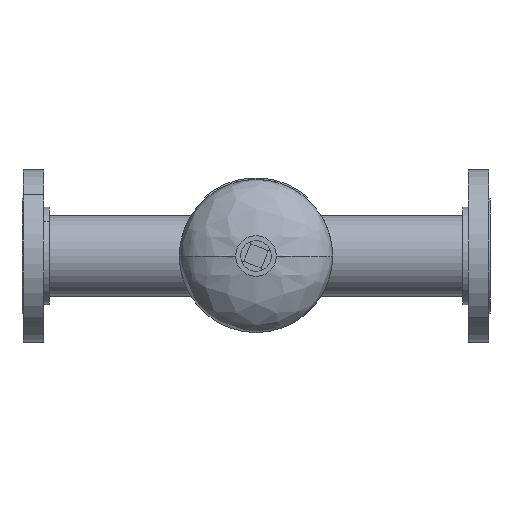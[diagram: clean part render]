
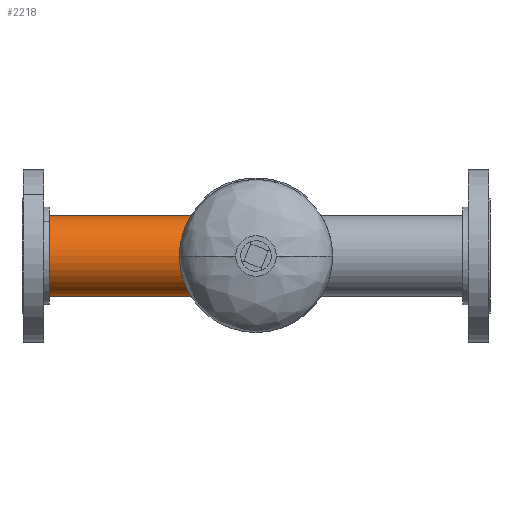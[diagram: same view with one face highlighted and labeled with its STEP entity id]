
A CAD part, front view. The second image highlights one B-rep face of the part: STEP entity #2218.
In plain terms, the highlighted cylindrical face has radius 44.45 mm (diameter 88.9 mm), a partial arc.
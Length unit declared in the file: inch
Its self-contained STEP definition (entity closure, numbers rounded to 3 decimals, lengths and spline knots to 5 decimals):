
#22 = ORIENTED_EDGE ( 'NONE', *, *, #3111, .F. ) ;
#70 = DIRECTION ( 'NONE',  ( 0., 0., -1. ) ) ;
#338 = LINE ( 'NONE', #6068, #5471 ) ;
#444 = DIRECTION ( 'NONE',  ( 0., 0., 1. ) ) ;
#597 = CIRCLE ( 'NONE', #3675, 1.75 ) ;
#612 = FACE_OUTER_BOUND ( 'NONE', #5361, .T. ) ;
#848 = VERTEX_POINT ( 'NONE', #4358 ) ;
#1220 = CARTESIAN_POINT ( 'NONE',  ( 0., 0., 0. ) ) ;
#1245 = CARTESIAN_POINT ( 'NONE',  ( 0., 0., -1.75 ) ) ;
#1447 = DIRECTION ( 'NONE',  ( 0., -1., 0. ) ) ;
#1583 = CARTESIAN_POINT ( 'NONE',  ( 0., 7.5, -1.75 ) ) ;
#1695 = AXIS2_PLACEMENT_3D ( 'NONE', #1220, #3999, #5841 ) ;
#1952 = EDGE_CURVE ( 'NONE', #3608, #5415, #597, .T. ) ;
#2101 = ORIENTED_EDGE ( 'NONE', *, *, #2438, .T. ) ;
#2218 = ADVANCED_FACE ( 'NONE', ( #612 ), #3440, .T. ) ;
#2421 = ORIENTED_EDGE ( 'NONE', *, *, #1952, .F. ) ;
#2438 = EDGE_CURVE ( 'NONE', #5748, #848, #5467, .T. ) ;
#2748 = EDGE_CURVE ( 'NONE', #3608, #5748, #5498, .T. ) ;
#2933 = CARTESIAN_POINT ( 'NONE',  ( 0., 7.5, 0. ) ) ;
#3074 = ORIENTED_EDGE ( 'NONE', *, *, #2748, .T. ) ;
#3111 = EDGE_CURVE ( 'NONE', #5415, #848, #338, .T. ) ;
#3178 = DIRECTION ( 'NONE',  ( 0., -1., 0. ) ) ;
#3216 = DIRECTION ( 'NONE',  ( 0., -1., 0. ) ) ;
#3261 = CARTESIAN_POINT ( 'NONE',  ( 0., 7.5, 0. ) ) ;
#3440 = CYLINDRICAL_SURFACE ( 'NONE', #4258, 1.75 ) ;
#3608 = VERTEX_POINT ( 'NONE', #1583 ) ;
#3675 = AXIS2_PLACEMENT_3D ( 'NONE', #3261, #5159, #444 ) ;
#3683 = CARTESIAN_POINT ( 'NONE',  ( 0., 7.5, 1.75 ) ) ;
#3999 = DIRECTION ( 'NONE',  ( 0., 1., 0. ) ) ;
#4258 = AXIS2_PLACEMENT_3D ( 'NONE', #2933, #1447, #70 ) ;
#4358 = CARTESIAN_POINT ( 'NONE',  ( 0., 0., 1.75 ) ) ;
#4971 = VECTOR ( 'NONE', #3178, 39.37008 ) ;
#5159 = DIRECTION ( 'NONE',  ( 0., 1., 0. ) ) ;
#5361 = EDGE_LOOP ( 'NONE', ( #22, #2421, #3074, #2101 ) ) ;
#5415 = VERTEX_POINT ( 'NONE', #3683 ) ;
#5467 = CIRCLE ( 'NONE', #1695, 1.75 ) ;
#5471 = VECTOR ( 'NONE', #3216, 39.37008 ) ;
#5498 = LINE ( 'NONE', #5939, #4971 ) ;
#5748 = VERTEX_POINT ( 'NONE', #1245 ) ;
#5841 = DIRECTION ( 'NONE',  ( 0., 0., 1. ) ) ;
#5939 = CARTESIAN_POINT ( 'NONE',  ( 0., 7.5, -1.75 ) ) ;
#6068 = CARTESIAN_POINT ( 'NONE',  ( 0., 7.5, 1.75 ) ) ;
